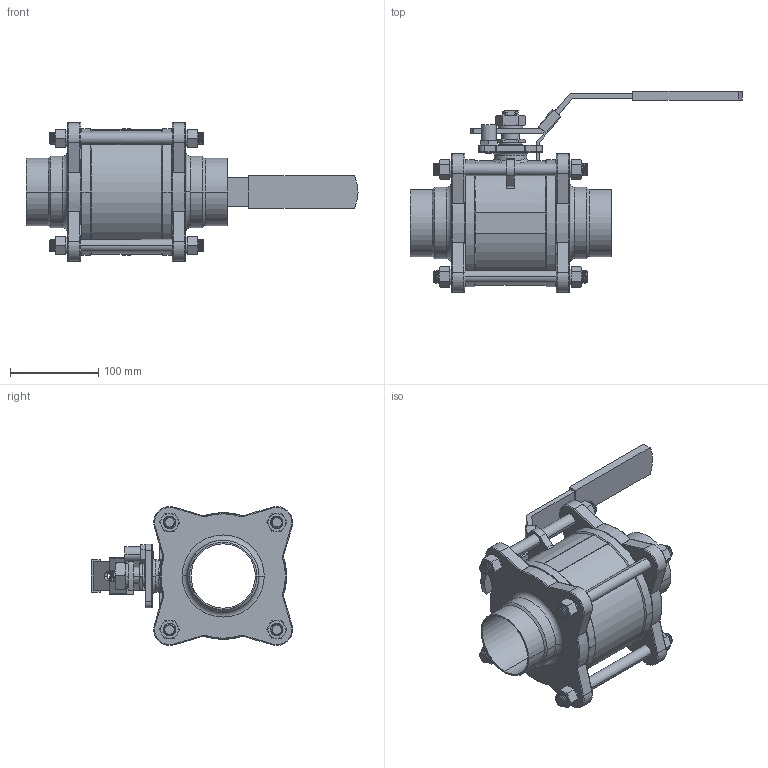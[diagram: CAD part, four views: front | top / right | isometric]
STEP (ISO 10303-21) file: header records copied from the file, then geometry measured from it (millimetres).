
FILE_DESCRIPTION((''),'2;1');
FILE_NAME('2012CM-080_ASM','2014-12-23T',('Administrator'),(''),'PRO/ENGINEER BY PARAMETRIC TECHNOLOGY CORPORATION, 2011080','PRO/ENGINEER BY PARAMETRIC TECHNOLOGY CORPORATION, 2011080','');
FILE_SCHEMA(('CONFIG_CONTROL_DESIGN'));
Length unit declared in the file: millimetre
Products named in the file (13): 2013CM-BODY-080_2; 2013CM-BALL-080_2; 2013CM-STME-080_2; 2013CM-GLANDNUT-080_2; 2013CM-HANDLE-080_2; 2013CM-STOPPIN-080_2; DIANPIAN065_2; DIANPIANLUOMU065_2; 2012CM-CAP-BW-080; 2013CM-STUD-080_2; LUOGANDIANPIAN080; LUOMU080_2; 2012CM-080_ASM
Assembly tree (30 placements, depth 2):
  2012CM-080_ASM
    2013CM-BODY-080_2
    2013CM-BALL-080_2
    2013CM-STME-080_2
    2013CM-GLANDNUT-080_2
    2013CM-HANDLE-080_2
    2013CM-STOPPIN-080_2
    DIANPIAN065_2
    DIANPIANLUOMU065_2
    2012CM-CAP-BW-080  x2
    2013CM-STUD-080_2  x4
    LUOGANDIANPIAN080  x8
    LUOMU080_2  x8
Bounding box: 376.5 x 228.29 x 157.59 mm (x, y, z)
Volume: 1674622.7 mm3; surface area: 409537.5 mm2
Topology: 30 solids, 30 shells, 880 faces, 2294 edges, 1485 vertices
Faces by surface type: cylinder 271, plane 221, cone 162, bspline 138, torus 80, sphere 8
Entity records: 29227 total; most frequent: CARTESIAN_POINT 17112, ORIENTED_EDGE 2602, DIRECTION 2275, EDGE_CURVE 1301, AXIS2_PLACEMENT_3D 909, VERTEX_POINT 829, EDGE_LOOP 558, FACE_OUTER_BOUND 508
